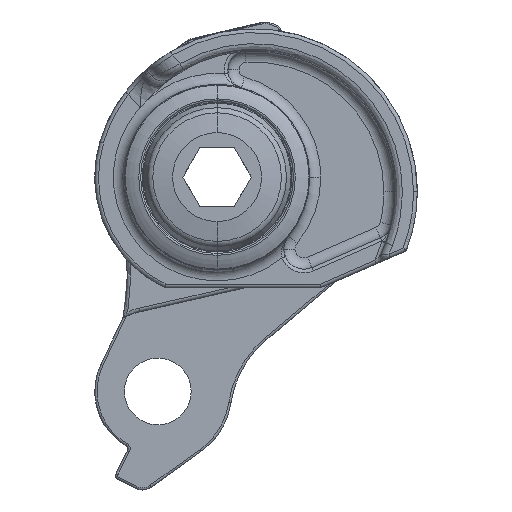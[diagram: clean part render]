
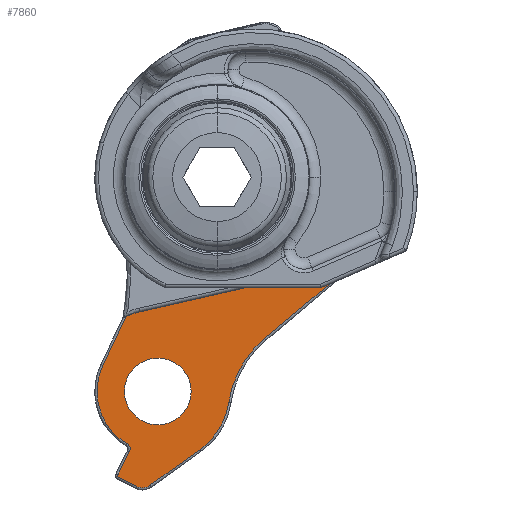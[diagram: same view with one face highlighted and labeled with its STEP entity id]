
A CAD part, left-side view. The second image highlights one B-rep face of the part: STEP entity #7860.
In plain terms, the highlighted face is planar.
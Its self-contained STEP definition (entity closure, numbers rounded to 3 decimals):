
#53 = EDGE_CURVE ( 'NONE', #23674, #9437, #933, .T. ) ;
#149 = VERTEX_POINT ( 'NONE', #7050 ) ;
#434 = CARTESIAN_POINT ( 'NONE',  ( 5., -10.837, -41.722 ) ) ;
#847 = LINE ( 'NONE', #4912, #20385 ) ;
#887 = VERTEX_POINT ( 'NONE', #4283 ) ;
#890 = CARTESIAN_POINT ( 'NONE',  ( 5., -11.812, -37.057 ) ) ;
#933 = CIRCLE ( 'NONE', #22079, 0.8 ) ;
#1084 = CARTESIAN_POINT ( 'NONE',  ( 5., 6.403, -21.773 ) ) ;
#1364 = CARTESIAN_POINT ( 'NONE',  ( 5., -15.411, -25.404 ) ) ;
#1489 = DIRECTION ( 'NONE',  ( 0., 0.58, -0.814 ) ) ;
#1612 = DIRECTION ( 'NONE',  ( 0., 0.913, -0.408 ) ) ;
#1684 = DIRECTION ( 'NONE',  ( 0., -0.766, -0.643 ) ) ;
#2230 = CARTESIAN_POINT ( 'NONE',  ( 5., -15.411, -25.404 ) ) ;
#2360 = EDGE_CURVE ( 'NONE', #9437, #7720, #16002, .T. ) ;
#2398 = CIRCLE ( 'NONE', #14204, 4.5 ) ;
#2681 = CIRCLE ( 'NONE', #13235, 0.2 ) ;
#2692 = AXIS2_PLACEMENT_3D ( 'NONE', #20593, #5420, #1612 ) ;
#2878 = AXIS2_PLACEMENT_3D ( 'NONE', #19725, #10018, #17807 ) ;
#3349 = ORIENTED_EDGE ( 'NONE', *, *, #17928, .F. ) ;
#3545 = AXIS2_PLACEMENT_3D ( 'NONE', #21259, #21503, #9754 ) ;
#3582 = DIRECTION ( 'NONE',  ( 0., 1., 0. ) ) ;
#3650 = EDGE_LOOP ( 'NONE', ( #3349, #12300, #13377, #17644, #3725, #17805, #21514, #8931, #19842, #19968, #13997, #17128, #18759, #7915 ) ) ;
#3725 = ORIENTED_EDGE ( 'NONE', *, *, #15258, .F. ) ;
#3798 = VECTOR ( 'NONE', #11898, 1000. ) ;
#4141 = VERTEX_POINT ( 'NONE', #12682 ) ;
#4283 = CARTESIAN_POINT ( 'NONE',  ( 5., -12.273, -18.778 ) ) ;
#4367 = EDGE_CURVE ( 'NONE', #12425, #23915, #14571, .T. ) ;
#4381 = CARTESIAN_POINT ( 'NONE',  ( 5., 17.019, -12.866 ) ) ;
#4912 = CARTESIAN_POINT ( 'NONE',  ( 5., -2.372, -36.814 ) ) ;
#5150 = DIRECTION ( 'NONE',  ( 0., 0.891, -0.454 ) ) ;
#5420 = DIRECTION ( 'NONE',  ( -1., 0., 0. ) ) ;
#5741 = CARTESIAN_POINT ( 'NONE',  ( 5., 17.019, -12.866 ) ) ;
#5923 = DIRECTION ( 'NONE',  ( 0., 0., 1. ) ) ;
#5934 = CARTESIAN_POINT ( 'NONE',  ( 5., -10.448, -18.19 ) ) ;
#6296 = PLANE ( 'NONE',  #14046 ) ;
#6630 = VERTEX_POINT ( 'NONE', #11167 ) ;
#6652 = ORIENTED_EDGE ( 'NONE', *, *, #15905, .F. ) ;
#6940 = DIRECTION ( 'NONE',  ( 1., 0., 0. ) ) ;
#7050 = CARTESIAN_POINT ( 'NONE',  ( 5., -9.079, -41.592 ) ) ;
#7051 = DIRECTION ( 'NONE',  ( 0., -0.814, -0.58 ) ) ;
#7172 = DIRECTION ( 'NONE',  ( 1., 0., 0. ) ) ;
#7395 = DIRECTION ( 'NONE',  ( 1., 0., 0. ) ) ;
#7720 = VERTEX_POINT ( 'NONE', #1364 ) ;
#7860 = ADVANCED_FACE ( 'NONE', ( #9734, #19562 ), #6296, .F. ) ;
#7915 = ORIENTED_EDGE ( 'NONE', *, *, #24352, .F. ) ;
#8076 = LINE ( 'NONE', #10104, #8867 ) ;
#8191 = LINE ( 'NONE', #434, #24440 ) ;
#8205 = DIRECTION ( 'NONE',  ( 0., 0.975, 0.223 ) ) ;
#8458 = EDGE_CURVE ( 'NONE', #19436, #23877, #2681, .T. ) ;
#8867 = VECTOR ( 'NONE', #8205, 1000. ) ;
#8931 = ORIENTED_EDGE ( 'NONE', *, *, #11970, .F. ) ;
#9265 = AXIS2_PLACEMENT_3D ( 'NONE', #24413, #6940, #17390 ) ;
#9437 = VERTEX_POINT ( 'NONE', #22747 ) ;
#9618 = CARTESIAN_POINT ( 'NONE',  ( 5., 1.592, -30.355 ) ) ;
#9734 = FACE_BOUND ( 'NONE', #12704, .T. ) ;
#9754 = DIRECTION ( 'NONE',  ( 0., -0.643, 0.766 ) ) ;
#9995 = ORIENTED_EDGE ( 'NONE', *, *, #4367, .F. ) ;
#10018 = DIRECTION ( 'NONE',  ( -1., 0., 0. ) ) ;
#10104 = CARTESIAN_POINT ( 'NONE',  ( 5., -10.448, -18.19 ) ) ;
#10206 = CARTESIAN_POINT ( 'NONE',  ( 5., -2.372, -36.814 ) ) ;
#10351 = EDGE_CURVE ( 'NONE', #15552, #20849, #14527, .T. ) ;
#10431 = AXIS2_PLACEMENT_3D ( 'NONE', #20854, #17149, #1489 ) ;
#10643 = EDGE_CURVE ( 'NONE', #6630, #23132, #18596, .T. ) ;
#11167 = CARTESIAN_POINT ( 'NONE',  ( 5., 17.883, -11.721 ) ) ;
#11333 = VECTOR ( 'NONE', #1684, 1000. ) ;
#11898 = DIRECTION ( 'NONE',  ( 0., 0.428, 0.904 ) ) ;
#11970 = EDGE_CURVE ( 'NONE', #149, #4141, #20220, .T. ) ;
#12226 = LINE ( 'NONE', #18085, #18267 ) ;
#12300 = ORIENTED_EDGE ( 'NONE', *, *, #22114, .F. ) ;
#12425 = VERTEX_POINT ( 'NONE', #24491 ) ;
#12474 = DIRECTION ( 'NONE',  ( 0., 0.454, 0.891 ) ) ;
#12575 = CIRCLE ( 'NONE', #16642, 9.7 ) ;
#12612 = DIRECTION ( 'NONE',  ( 0., -0.454, -0.891 ) ) ;
#12682 = CARTESIAN_POINT ( 'NONE',  ( 5., -10.837, -41.722 ) ) ;
#12704 = EDGE_LOOP ( 'NONE', ( #6652, #9995 ) ) ;
#13052 = VERTEX_POINT ( 'NONE', #5934 ) ;
#13174 = CARTESIAN_POINT ( 'NONE',  ( 5., -12.525, -36.693 ) ) ;
#13235 = AXIS2_PLACEMENT_3D ( 'NONE', #24096, #22304, #12612 ) ;
#13377 = ORIENTED_EDGE ( 'NONE', *, *, #2360, .F. ) ;
#13997 = ORIENTED_EDGE ( 'NONE', *, *, #10351, .F. ) ;
#14025 = DIRECTION ( 'NONE',  ( 0., 0.989, -0.149 ) ) ;
#14046 = AXIS2_PLACEMENT_3D ( 'NONE', #14081, #15615, #5923 ) ;
#14081 = CARTESIAN_POINT ( 'NONE',  ( 5., 0., 0. ) ) ;
#14204 = AXIS2_PLACEMENT_3D ( 'NONE', #24740, #7395, #3582 ) ;
#14527 = CIRCLE ( 'NONE', #3545, 13.9 ) ;
#14571 = CIRCLE ( 'NONE', #9265, 4.5 ) ;
#14763 = DIRECTION ( 'NONE',  ( 0., -0.503, -0.864 ) ) ;
#15258 = EDGE_CURVE ( 'NONE', #23877, #23674, #12226, .T. ) ;
#15552 = VERTEX_POINT ( 'NONE', #1084 ) ;
#15615 = DIRECTION ( 'NONE',  ( -1., 0., 0. ) ) ;
#15905 = EDGE_CURVE ( 'NONE', #23915, #12425, #2398, .T. ) ;
#16002 = CIRCLE ( 'NONE', #24553, 8.2 ) ;
#16048 = EDGE_CURVE ( 'NONE', #23132, #15552, #19123, .T. ) ;
#16075 = EDGE_CURVE ( 'NONE', #20849, #22461, #12575, .T. ) ;
#16642 = AXIS2_PLACEMENT_3D ( 'NONE', #19877, #21792, #14025 ) ;
#17125 = CARTESIAN_POINT ( 'NONE',  ( 5., -13.32, -40.456 ) ) ;
#17128 = ORIENTED_EDGE ( 'NONE', *, *, #16048, .F. ) ;
#17149 = DIRECTION ( 'NONE',  ( -1., 0., 0. ) ) ;
#17390 = DIRECTION ( 'NONE',  ( 0., -1., 0. ) ) ;
#17644 = ORIENTED_EDGE ( 'NONE', *, *, #53, .F. ) ;
#17805 = ORIENTED_EDGE ( 'NONE', *, *, #8458, .F. ) ;
#17807 = DIRECTION ( 'NONE',  ( 0., -0.388, 0.921 ) ) ;
#17928 = EDGE_CURVE ( 'NONE', #887, #13052, #24427, .T. ) ;
#18044 = CARTESIAN_POINT ( 'NONE',  ( 5., -13.408, -40.187 ) ) ;
#18085 = CARTESIAN_POINT ( 'NONE',  ( 5., -13.408, -40.187 ) ) ;
#18267 = VECTOR ( 'NONE', #12474, 1000. ) ;
#18413 = EDGE_CURVE ( 'NONE', #22461, #149, #847, .T. ) ;
#18596 = CIRCLE ( 'NONE', #2692, 3.2 ) ;
#18657 = EDGE_CURVE ( 'NONE', #4141, #19436, #8191, .T. ) ;
#18705 = CARTESIAN_POINT ( 'NONE',  ( 5., -8., -28.914 ) ) ;
#18759 = ORIENTED_EDGE ( 'NONE', *, *, #10643, .F. ) ;
#19123 = LINE ( 'NONE', #5741, #11333 ) ;
#19436 = VERTEX_POINT ( 'NONE', #17125 ) ;
#19562 = FACE_OUTER_BOUND ( 'NONE', #3650, .T. ) ;
#19725 = CARTESIAN_POINT ( 'NONE',  ( 5., -8., -28.914 ) ) ;
#19842 = ORIENTED_EDGE ( 'NONE', *, *, #18413, .F. ) ;
#19877 = CARTESIAN_POINT ( 'NONE',  ( 5., -8., -28.914 ) ) ;
#19968 = ORIENTED_EDGE ( 'NONE', *, *, #16075, .F. ) ;
#20220 = CIRCLE ( 'NONE', #10431, 1.7 ) ;
#20385 = VECTOR ( 'NONE', #7051, 1000. ) ;
#20593 = CARTESIAN_POINT ( 'NONE',  ( 5., 14.962, -10.414 ) ) ;
#20849 = VERTEX_POINT ( 'NONE', #9618 ) ;
#20854 = CARTESIAN_POINT ( 'NONE',  ( 5., -10.065, -40.207 ) ) ;
#21259 = CARTESIAN_POINT ( 'NONE',  ( 5., 15.338, -32.421 ) ) ;
#21503 = DIRECTION ( 'NONE',  ( 1., 0., 0. ) ) ;
#21514 = ORIENTED_EDGE ( 'NONE', *, *, #18657, .F. ) ;
#21707 = DIRECTION ( 'NONE',  ( 0., -0.891, 0.454 ) ) ;
#21792 = DIRECTION ( 'NONE',  ( -1., 0., 0. ) ) ;
#22002 = CARTESIAN_POINT ( 'NONE',  ( 5., -3.5, -28.914 ) ) ;
#22079 = AXIS2_PLACEMENT_3D ( 'NONE', #13174, #7172, #5150 ) ;
#22114 = EDGE_CURVE ( 'NONE', #7720, #887, #23772, .T. ) ;
#22304 = DIRECTION ( 'NONE',  ( -1., 0., 0. ) ) ;
#22461 = VERTEX_POINT ( 'NONE', #10206 ) ;
#22747 = CARTESIAN_POINT ( 'NONE',  ( 5., -12.123, -36.002 ) ) ;
#23132 = VERTEX_POINT ( 'NONE', #4381 ) ;
#23674 = VERTEX_POINT ( 'NONE', #890 ) ;
#23772 = LINE ( 'NONE', #2230, #3798 ) ;
#23877 = VERTEX_POINT ( 'NONE', #18044 ) ;
#23915 = VERTEX_POINT ( 'NONE', #22002 ) ;
#24096 = CARTESIAN_POINT ( 'NONE',  ( 5., -13.229, -40.278 ) ) ;
#24316 = DIRECTION ( 'NONE',  ( -1., 0., 0. ) ) ;
#24352 = EDGE_CURVE ( 'NONE', #13052, #6630, #8076, .T. ) ;
#24413 = CARTESIAN_POINT ( 'NONE',  ( 5., -8., -28.914 ) ) ;
#24427 = CIRCLE ( 'NONE', #2878, 11. ) ;
#24440 = VECTOR ( 'NONE', #21707, 1000. ) ;
#24491 = CARTESIAN_POINT ( 'NONE',  ( 5., -12.5, -28.914 ) ) ;
#24553 = AXIS2_PLACEMENT_3D ( 'NONE', #18705, #24316, #14763 ) ;
#24740 = CARTESIAN_POINT ( 'NONE',  ( 5., -8., -28.914 ) ) ;
